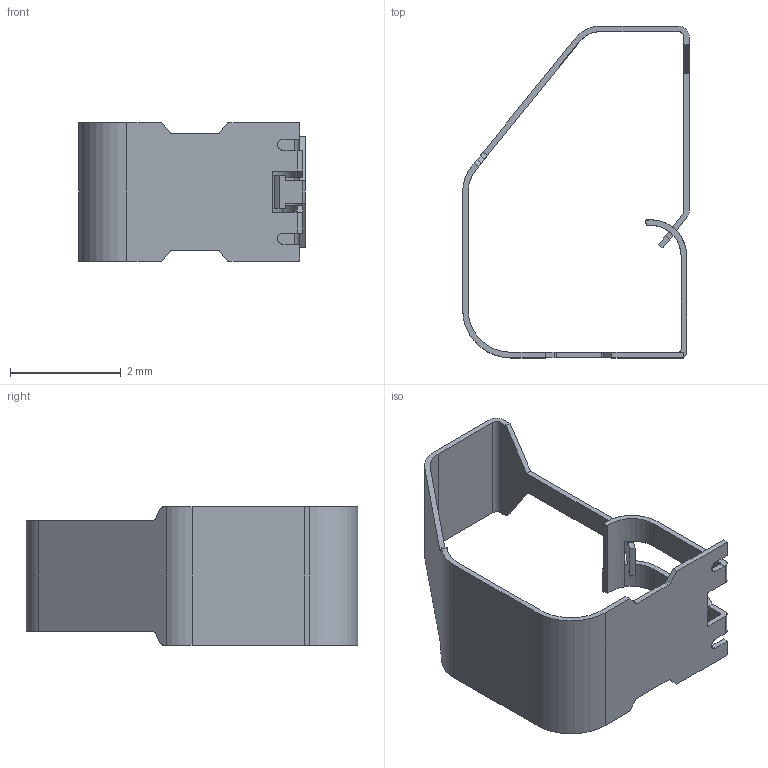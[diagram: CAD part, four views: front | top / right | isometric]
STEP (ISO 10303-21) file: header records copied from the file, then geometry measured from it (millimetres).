
FILE_DESCRIPTION((''),'2;1');
FILE_NAME('S7051','2012-01-13T',('wbourne'),(''),'PRO/ENGINEER BY PARAMETRIC TECHNOLOGY CORPORATION, 2010280','PRO/ENGINEER BY PARAMETRIC TECHNOLOGY CORPORATION, 2010280','');
FILE_SCHEMA(('CONFIG_CONTROL_DESIGN','SHAPE_APPEARANCE_LAYERS_GROUPS'));
Length unit declared in the file: millimetre
Products named in the file (1): S7051
Bounding box: 4.1 x 6 x 2.5 mm (x, y, z)
Volume: 3.2 mm3; surface area: 69.3 mm2
Topology: 1 solids, 1 shells, 89 faces, 267 edges, 178 vertices
Faces by surface type: plane 61, cylinder 28
Entity records: 3899 total; most frequent: CARTESIAN_POINT 539, ORIENTED_EDGE 534, DIRECTION 503, PRESENTATION_STYLE_ASSIGNMENT 271, STYLED_ITEM 268, CURVE_STYLE 267, EDGE_CURVE 267, VECTOR 205
